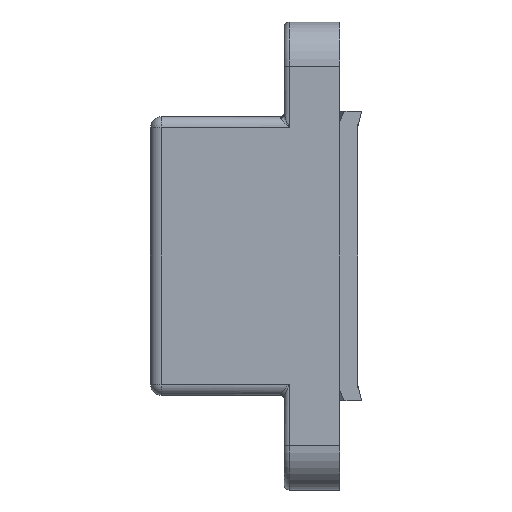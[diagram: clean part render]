
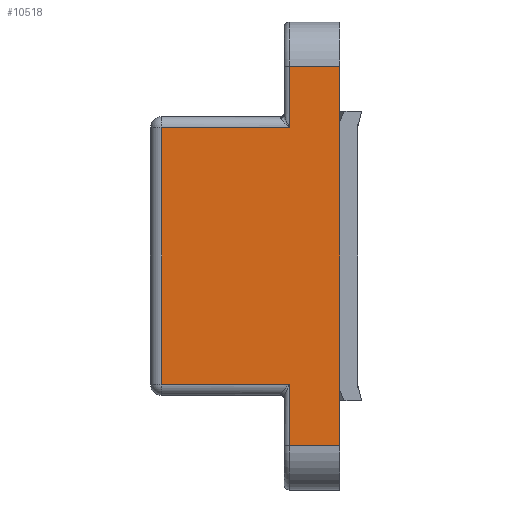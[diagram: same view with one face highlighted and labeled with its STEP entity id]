
A CAD part, left-side view. The second image highlights one B-rep face of the part: STEP entity #10518.
In plain terms, the highlighted planar face has unit normal (-1, 0, 0).
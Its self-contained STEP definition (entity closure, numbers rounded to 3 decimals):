
#113 = CARTESIAN_POINT ( 'NONE',  ( -18., 11.5, 4.5 ) ) ;
#115 = LINE ( 'NONE', #4722, #8897 ) ;
#134 = CARTESIAN_POINT ( 'NONE',  ( -18., 17., 4.5 ) ) ;
#327 = CARTESIAN_POINT ( 'NONE',  ( -18., -17., 0. ) ) ;
#1060 = ORIENTED_EDGE ( 'NONE', *, *, #8737, .T. ) ;
#1225 = VECTOR ( 'NONE', #2360, 1000. ) ;
#1346 = CARTESIAN_POINT ( 'NONE',  ( -18., 17., 0. ) ) ;
#1440 = ORIENTED_EDGE ( 'NONE', *, *, #4086, .T. ) ;
#1528 = CARTESIAN_POINT ( 'NONE',  ( -18., -11.5, 0. ) ) ;
#1599 = VECTOR ( 'NONE', #8742, 1000. ) ;
#1680 = DIRECTION ( 'NONE',  ( 0., 0., 1. ) ) ;
#1710 = VERTEX_POINT ( 'NONE', #327 ) ;
#1828 = VERTEX_POINT ( 'NONE', #7832 ) ;
#1894 = CARTESIAN_POINT ( 'NONE',  ( -18., -17., 0. ) ) ;
#2055 = LINE ( 'NONE', #1894, #3344 ) ;
#2340 = ORIENTED_EDGE ( 'NONE', *, *, #2462, .T. ) ;
#2343 = EDGE_CURVE ( 'NONE', #3621, #3914, #9883, .T. ) ;
#2360 = DIRECTION ( 'NONE',  ( 0., 1., 0. ) ) ;
#2430 = ORIENTED_EDGE ( 'NONE', *, *, #9986, .T. ) ;
#2462 = EDGE_CURVE ( 'NONE', #4120, #5528, #4164, .T. ) ;
#2640 = CARTESIAN_POINT ( 'NONE',  ( -18., 17., 0. ) ) ;
#2689 = DIRECTION ( 'NONE',  ( 0., 1., 0. ) ) ;
#2853 = DIRECTION ( 'NONE',  ( 0., 0., -1. ) ) ;
#2986 = DIRECTION ( 'NONE',  ( 0., 1., 0. ) ) ;
#3042 = AXIS2_PLACEMENT_3D ( 'NONE', #8146, #8226, #1680 ) ;
#3344 = VECTOR ( 'NONE', #7607, 1000. ) ;
#3621 = VERTEX_POINT ( 'NONE', #10151 ) ;
#3834 = LINE ( 'NONE', #9954, #6734 ) ;
#3914 = VERTEX_POINT ( 'NONE', #113 ) ;
#3923 = LINE ( 'NONE', #4116, #1225 ) ;
#4086 = EDGE_CURVE ( 'NONE', #1710, #8442, #2055, .T. ) ;
#4116 = CARTESIAN_POINT ( 'NONE',  ( -18., 0., 4.5 ) ) ;
#4120 = VERTEX_POINT ( 'NONE', #134 ) ;
#4164 = LINE ( 'NONE', #1346, #1599 ) ;
#4303 = CARTESIAN_POINT ( 'NONE',  ( -18., -17., 4.5 ) ) ;
#4722 = CARTESIAN_POINT ( 'NONE',  ( -18., 21., 0. ) ) ;
#4948 = EDGE_CURVE ( 'NONE', #3914, #4120, #3834, .T. ) ;
#5049 = ORIENTED_EDGE ( 'NONE', *, *, #9902, .T. ) ;
#5061 = FACE_OUTER_BOUND ( 'NONE', #6620, .T. ) ;
#5164 = EDGE_CURVE ( 'NONE', #1710, #5528, #115, .T. ) ;
#5260 = ORIENTED_EDGE ( 'NONE', *, *, #2343, .T. ) ;
#5383 = CARTESIAN_POINT ( 'NONE',  ( -18., -11.5, 16. ) ) ;
#5528 = VERTEX_POINT ( 'NONE', #2640 ) ;
#5706 = DIRECTION ( 'NONE',  ( 0., 0., 1. ) ) ;
#5787 = ORIENTED_EDGE ( 'NONE', *, *, #4948, .T. ) ;
#5921 = VERTEX_POINT ( 'NONE', #5383 ) ;
#6006 = CARTESIAN_POINT ( 'NONE',  ( -18., 11.5, 0. ) ) ;
#6620 = EDGE_LOOP ( 'NONE', ( #2430, #5049, #1060, #5260, #5787, #2340, #9323, #1440 ) ) ;
#6734 = VECTOR ( 'NONE', #2689, 1000. ) ;
#7349 = VECTOR ( 'NONE', #9728, 1000. ) ;
#7607 = DIRECTION ( 'NONE',  ( 0., 0., 1. ) ) ;
#7740 = LINE ( 'NONE', #8107, #7349 ) ;
#7830 = VECTOR ( 'NONE', #2853, 1000. ) ;
#7832 = CARTESIAN_POINT ( 'NONE',  ( -18., -11.5, 4.5 ) ) ;
#8107 = CARTESIAN_POINT ( 'NONE',  ( -18., 0., 16. ) ) ;
#8146 = CARTESIAN_POINT ( 'NONE',  ( -18., 0., 0. ) ) ;
#8226 = DIRECTION ( 'NONE',  ( -1., 0., 0. ) ) ;
#8442 = VERTEX_POINT ( 'NONE', #4303 ) ;
#8737 = EDGE_CURVE ( 'NONE', #5921, #3621, #7740, .T. ) ;
#8742 = DIRECTION ( 'NONE',  ( 0., 0., -1. ) ) ;
#8897 = VECTOR ( 'NONE', #2986, 1000. ) ;
#9323 = ORIENTED_EDGE ( 'NONE', *, *, #5164, .F. ) ;
#9728 = DIRECTION ( 'NONE',  ( 0., 1., 0. ) ) ;
#9762 = VECTOR ( 'NONE', #5706, 1000. ) ;
#9883 = LINE ( 'NONE', #6006, #7830 ) ;
#9897 = LINE ( 'NONE', #1528, #9762 ) ;
#9902 = EDGE_CURVE ( 'NONE', #1828, #5921, #9897, .T. ) ;
#9940 = PLANE ( 'NONE',  #3042 ) ;
#9954 = CARTESIAN_POINT ( 'NONE',  ( -18., 0., 4.5 ) ) ;
#9986 = EDGE_CURVE ( 'NONE', #8442, #1828, #3923, .T. ) ;
#10151 = CARTESIAN_POINT ( 'NONE',  ( -18., 11.5, 16. ) ) ;
#10518 = ADVANCED_FACE ( 'NONE', ( #5061 ), #9940, .T. ) ;
